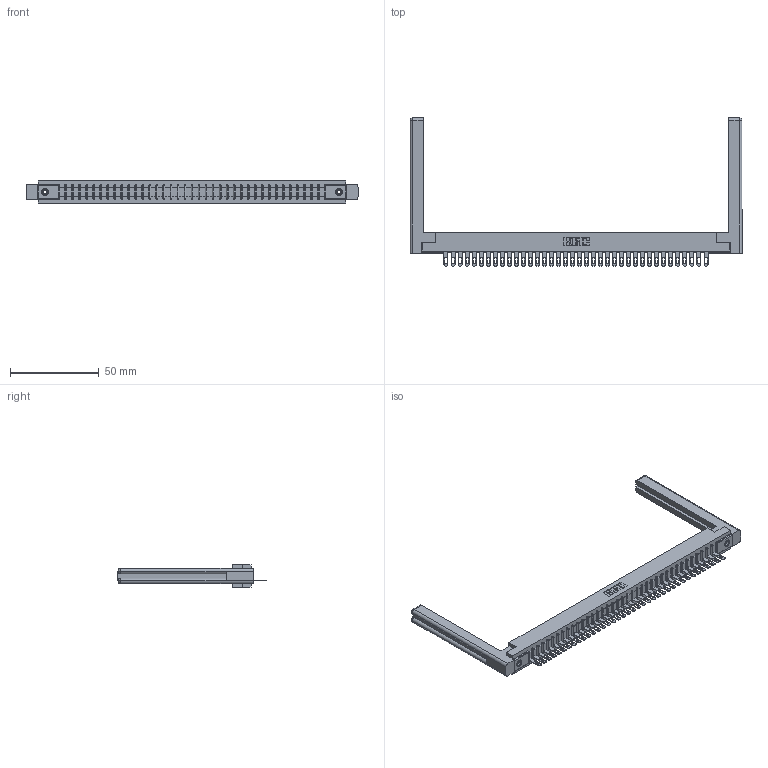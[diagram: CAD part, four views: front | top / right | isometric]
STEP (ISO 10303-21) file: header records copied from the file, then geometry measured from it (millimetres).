
FILE_DESCRIPTION (( 'STEP AP203' ), '1' );
FILE_NAME ('357-038-505-158.STEP', '2019-09-14T08:35:22', ( '' ), ( '' ), 'SwSTEP 2.0', 'SolidWorks 2016', '' );
FILE_SCHEMA (( 'CONFIG_CONTROL_DESIGN' ));
Length unit declared in the file: inch
Products named in the file (5): 357-038-505-158; 307 Part_.156 Dia Mounting Holes; 307-220-058; 345-250-001_345-250-001-102; 307-290-001_505
Assembly tree (43 placements, depth 2):
  357-038-505-158
    307 Part_.156 Dia Mounting Holes
    307-290-001_505  x38
    307-220-058  x2
    345-250-001_345-250-001-102  x2
Bounding box: 187.2 x 83.49 x 12.7 mm (x, y, z)
Volume: 26626 mm3; surface area: 26054.1 mm2
Topology: 43 solids, 43 shells, 2427 faces, 6833 edges, 4386 vertices
Faces by surface type: plane 1522, cylinder 803, sphere 78, torus 12, cone 12
Entity records: 35677 total; most frequent: CARTESIAN_POINT 6015, ORIENTED_EDGE 5940, DIRECTION 5814, EDGE_CURVE 2970, LINE 2272, VECTOR 2272, VERTEX_POINT 1918, AXIS2_PLACEMENT_3D 1771
